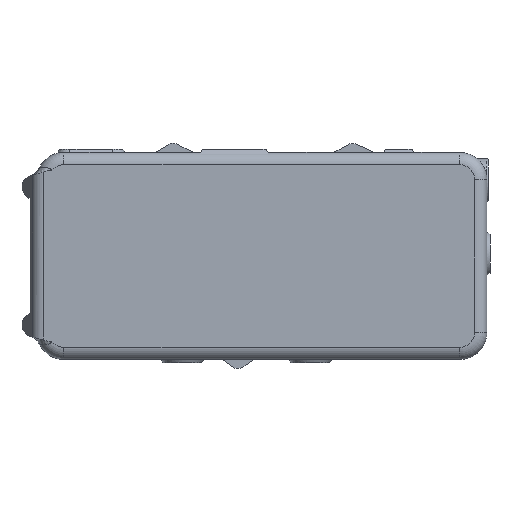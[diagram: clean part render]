
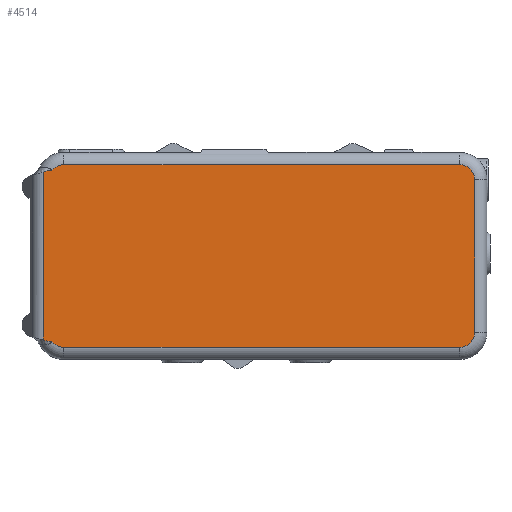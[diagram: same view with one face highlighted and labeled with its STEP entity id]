
A CAD part, front view. The second image highlights one B-rep face of the part: STEP entity #4514.
In plain terms, the highlighted planar face has unit normal (0, -1, 0).
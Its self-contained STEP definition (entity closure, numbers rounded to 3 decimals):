
#194=B_SPLINE_CURVE_WITH_KNOTS('',3,(#7894,#7895,#7896,#7897,#7898,#7899),
 .UNSPECIFIED.,.F.,.F.,(4,2,4),(0.388,0.708,0.709),
 .UNSPECIFIED.);
#199=B_SPLINE_CURVE_WITH_KNOTS('',3,(#7978,#7979,#7980,#7981,#7982,#7983),
 .UNSPECIFIED.,.F.,.F.,(4,2,4),(-0.001,0.,0.292),
 .UNSPECIFIED.);
#278=PLANE('',#5000);
#477=FACE_OUTER_BOUND('',#758,.T.);
#758=EDGE_LOOP('',(#3640,#3641,#3642,#3643,#3644,#3645,#3646,#3647,#3648,
#3649));
#985=LINE('',#7821,#1281);
#995=LINE('',#8012,#1291);
#997=LINE('',#8024,#1293);
#1001=LINE('',#8044,#1297);
#1281=VECTOR('',#5708,10.);
#1291=VECTOR('',#5758,10.);
#1293=VECTOR('',#5772,10.);
#1297=VECTOR('',#5792,10.);
#1585=CIRCLE('',#4859,4.998);
#1592=CIRCLE('',#4871,4.998);
#1596=CIRCLE('',#4877,4.998);
#1599=CIRCLE('',#4886,4.998);
#1936=VERTEX_POINT('',#7807);
#1937=VERTEX_POINT('',#7820);
#1943=VERTEX_POINT('',#7893);
#1950=VERTEX_POINT('',#7969);
#1952=VERTEX_POINT('',#7987);
#1960=VERTEX_POINT('',#8010);
#1962=VERTEX_POINT('',#8016);
#1964=VERTEX_POINT('',#8022);
#1966=VERTEX_POINT('',#8028);
#1972=VERTEX_POINT('',#8042);
#2445=EDGE_CURVE('',#1936,#1937,#985,.T.);
#2453=EDGE_CURVE('',#1943,#1937,#194,.F.);
#2463=EDGE_CURVE('',#1950,#1936,#199,.T.);
#2466=EDGE_CURVE('',#1952,#1950,#1585,.T.);
#2477=EDGE_CURVE('',#1960,#1952,#995,.T.);
#2480=EDGE_CURVE('',#1962,#1960,#1592,.T.);
#2483=EDGE_CURVE('',#1964,#1962,#997,.T.);
#2486=EDGE_CURVE('',#1966,#1964,#1596,.T.);
#2493=EDGE_CURVE('',#1972,#1966,#1001,.T.);
#2499=EDGE_CURVE('',#1943,#1972,#1599,.T.);
#3640=ORIENTED_EDGE('',*,*,#2445,.F.);
#3641=ORIENTED_EDGE('',*,*,#2463,.F.);
#3642=ORIENTED_EDGE('',*,*,#2466,.F.);
#3643=ORIENTED_EDGE('',*,*,#2477,.F.);
#3644=ORIENTED_EDGE('',*,*,#2480,.F.);
#3645=ORIENTED_EDGE('',*,*,#2483,.F.);
#3646=ORIENTED_EDGE('',*,*,#2486,.F.);
#3647=ORIENTED_EDGE('',*,*,#2493,.F.);
#3648=ORIENTED_EDGE('',*,*,#2499,.F.);
#3649=ORIENTED_EDGE('',*,*,#2453,.T.);
#4514=ADVANCED_FACE('',(#477),#278,.T.);
#4859=AXIS2_PLACEMENT_3D('',#7989,#5733,#5734);
#4871=AXIS2_PLACEMENT_3D('',#8018,#5764,#5765);
#4877=AXIS2_PLACEMENT_3D('',#8030,#5778,#5779);
#4886=AXIS2_PLACEMENT_3D('',#8055,#5802,#5803);
#5000=AXIS2_PLACEMENT_3D('',#8436,#6125,#6126);
#5708=DIRECTION('',(0.,0.,1.));
#5733=DIRECTION('center_axis',(0.,1.,0.));
#5734=DIRECTION('ref_axis',(-0.643,0.,-0.766));
#5758=DIRECTION('',(-1.,0.,0.));
#5764=DIRECTION('center_axis',(0.,1.,0.));
#5765=DIRECTION('ref_axis',(0.707,0.,-0.707));
#5772=DIRECTION('',(0.,0.,-1.));
#5778=DIRECTION('center_axis',(0.,1.,0.));
#5779=DIRECTION('ref_axis',(0.707,0.,0.707));
#5792=DIRECTION('',(1.,0.,0.));
#5802=DIRECTION('center_axis',(0.,1.,0.));
#5803=DIRECTION('ref_axis',(-0.645,0.,0.764));
#6125=DIRECTION('center_axis',(0.,-1.,0.));
#6126=DIRECTION('ref_axis',(1.,0.,0.));
#7807=CARTESIAN_POINT('',(-1.691,-8.546,-27.599));
#7820=CARTESIAN_POINT('',(-1.691,-8.546,27.573));
#7821=CARTESIAN_POINT('',(-1.691,-8.546,12.5));
#7893=CARTESIAN_POINT('',(1.079,-8.546,28.104));
#7894=CARTESIAN_POINT('Ctrl Pts',(-1.691,-8.546,27.573));
#7895=CARTESIAN_POINT('Ctrl Pts',(-0.794,-8.546,27.887));
#7896=CARTESIAN_POINT('Ctrl Pts',(0.102,-8.546,28.14));
#7897=CARTESIAN_POINT('Ctrl Pts',(1.072,-8.546,28.104));
#7898=CARTESIAN_POINT('Ctrl Pts',(1.076,-8.546,28.104));
#7899=CARTESIAN_POINT('Ctrl Pts',(1.079,-8.546,28.104));
#7969=CARTESIAN_POINT('',(1.096,-8.546,-28.125));
#7978=CARTESIAN_POINT('Ctrl Pts',(1.096,-8.546,-28.125));
#7979=CARTESIAN_POINT('Ctrl Pts',(1.093,-8.546,-28.126));
#7980=CARTESIAN_POINT('Ctrl Pts',(1.089,-8.546,-28.126));
#7981=CARTESIAN_POINT('Ctrl Pts',(0.112,-8.546,-28.165));
#7982=CARTESIAN_POINT('Ctrl Pts',(-0.792,-8.546,-27.91));
#7983=CARTESIAN_POINT('Ctrl Pts',(-1.691,-8.546,-27.599));
#7987=CARTESIAN_POINT('',(4.998,-8.546,-30.));
#7989=CARTESIAN_POINT('Origin',(4.998,-8.546,-25.002));
#8010=CARTESIAN_POINT('',(135.003,-8.546,-30.));
#8012=CARTESIAN_POINT('',(37.499,-8.546,-30.));
#8016=CARTESIAN_POINT('',(140.,-8.546,-25.002));
#8018=CARTESIAN_POINT('Origin',(135.002,-8.546,-25.002));
#8022=CARTESIAN_POINT('',(140.,-8.546,25.003));
#8024=CARTESIAN_POINT('',(140.,-8.546,12.5));
#8028=CARTESIAN_POINT('',(135.001,-8.546,30.));
#8030=CARTESIAN_POINT('Origin',(135.002,-8.546,25.002));
#8042=CARTESIAN_POINT('',(4.997,-8.546,30.));
#8044=CARTESIAN_POINT('',(102.5,-8.546,30.));
#8055=CARTESIAN_POINT('Origin',(4.998,-8.546,25.002));
#8436=CARTESIAN_POINT('Origin',(70.,-8.546,0.));
